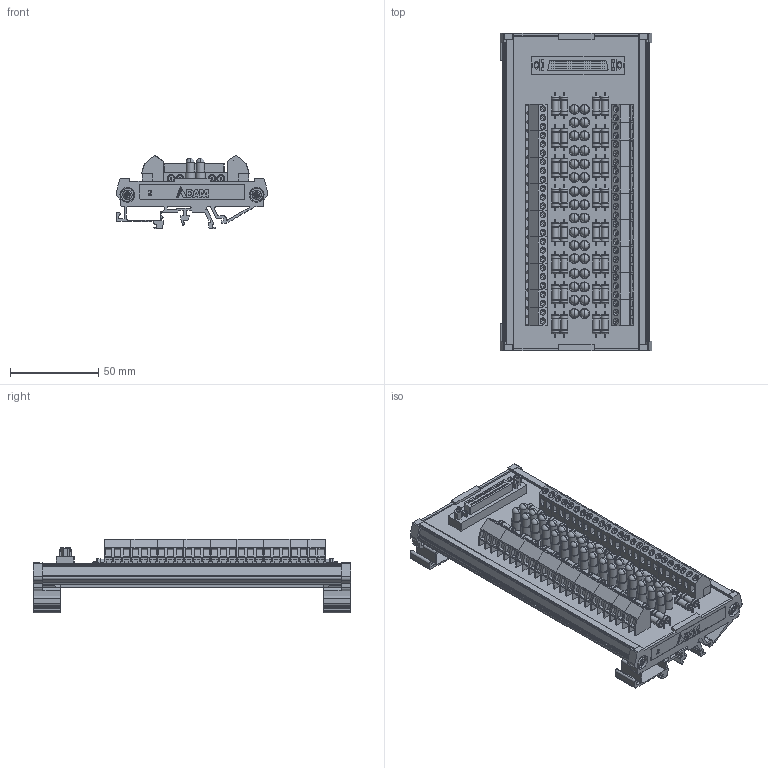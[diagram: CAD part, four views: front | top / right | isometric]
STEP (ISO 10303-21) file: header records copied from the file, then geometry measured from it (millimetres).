
FILE_DESCRIPTION (( 'STEP AP214' ), '1' );
FILE_NAME ('00-AD-3951-33.STEP', '2015-06-23T03:30:49', ( 'itd.mis' ), ( '' ), 'SwSTEP 2.0', 'SolidWorks 2013', '' );
FILE_SCHEMA (( 'AUTOMOTIVE_DESIGN' ));
Length unit declared in the file: millimetre
Products named in the file (143): IC-11_4; led-ass-1_4; IC-ASS-11.1.1.1; 04-led-11.1_14; 03-conn-3-01.1_2; IC-ASS-11.1_2; 04-led-11.1_9; IC-11.1_4; 04-led-11_4; IC-11_16; led-ass-1.1.1; 03-conn-3-01.1.1_2; IC-11_10; led-ASS-33.1.1.1; IC-ASS.1_2; 04-led-11.1_4; IC-11.1_16; 04-led-11_15; 03-conn-3-01.1.1.1_2; IC-11.1_10; led-ass-1_2; 00-PCB-ASS.1; IC-ASS-11_3; 04-led-11.1.1_2; 01-cov-11; 04-led-11.1_15; 03-conn-3-01.1.1.1.1_2; IC-ASS-11.1.1_2; 04-led-11_10; 01-CON-3-2-01.1; IC-11_5; led-ass-1.1_4; screw-ass-11; led-ass-1.1.1.1; 03-conn-3-01.1.1.1.1.1_2; IC-11_11; 04-led-11.1_10; 03-conn-2-01; IC-11.1_5; 04-led-11_5 ...
Assembly tree (145 placements, depth 6):
  00-AD-3951-33
    01-cov-11
      2
      4
      3
      screw-ass-11
        4.2  x4
    00-PCB-ASS.1
      IC-AS-3.1
        IC-ASS.1
          IC-ASS-11.1.1.1
            IC-11.1_16
            IC-11_16
          IC-ASS-11.1.1
            IC-11.1_15
            IC-11_15
          IC-ASS-11.1
            IC-11.1_14
            IC-11_14
          IC-ASS-11
            IC-11.1_13
            IC-11_13
        IC-ASS
          IC-ASS-11.1.1.1_2
            IC-11.1_12
            IC-11_12
          IC-ASS-11.1.1_2
            IC-11.1_11
            IC-11_11
          IC-ASS-11.1_2
            IC-11.1_10
            IC-11_10
          IC-ASS-11_2
            IC-11.1_9
            IC-11_9
      IC-AS-3
        IC-ASS.1_2
          IC-ASS-11.1.1.1_3
            IC-11.1_8
            IC-11_8
          IC-ASS-11.1.1_3
            IC-11.1_7
            IC-11_7
          IC-ASS-11.1_3
            IC-11.1_6
            IC-11_6
          IC-ASS-11_3
            IC-11.1_5
            IC-11_5
        IC-ASS_2
          IC-ASS-11.1.1.1_4
            IC-11.1_4
            IC-11_4
          IC-ASS-11.1.1_4
            IC-11.1_3
            IC-11_3
          IC-ASS-11.1_4
            IC-11.1_2
            IC-11_2
          IC-ASS-11_4
Bounding box: 85.94 x 179.7 x 41.65 mm (x, y, z)
Volume: 124169.2 mm3; surface area: 135389.2 mm2
Topology: 96 solids, 96 shells, 4980 faces, 12427 edges, 7825 vertices
Faces by surface type: plane 3002, cylinder 1460, bspline 444, torus 74
Entity records: 206228 total; most frequent: CARTESIAN_POINT 34703, DIRECTION 23632, ORIENTED_EDGE 23526, EDGE_CURVE 11763, VECTOR 8336, LINE 8336, AXIS2_PLACEMENT_3D 7648, VERTEX_POINT 7519
